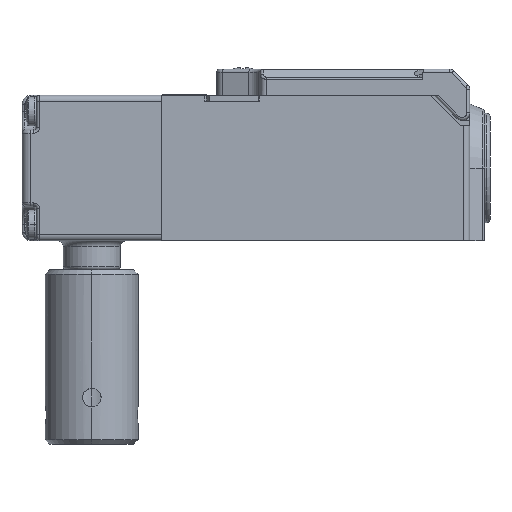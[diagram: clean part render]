
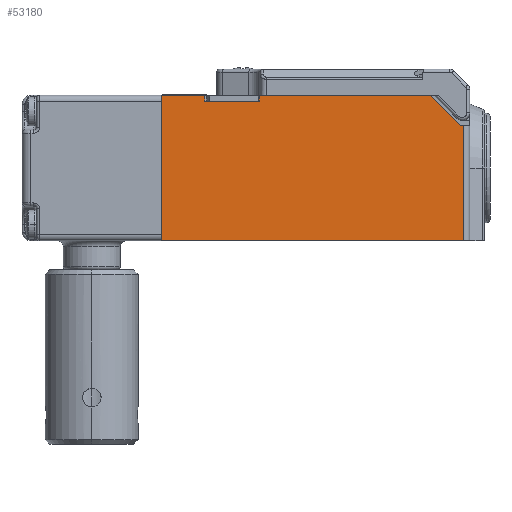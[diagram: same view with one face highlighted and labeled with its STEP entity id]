
A CAD part, left-side view. The second image highlights one B-rep face of the part: STEP entity #53180.
In plain terms, the highlighted planar face has unit normal (-1, 0, 0).
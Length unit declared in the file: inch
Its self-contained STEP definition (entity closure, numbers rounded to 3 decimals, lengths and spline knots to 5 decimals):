
#4171 = ORIENTED_EDGE ( 'NONE', *, *, #42853, .F. ) ;
#4608 = CARTESIAN_POINT ( 'NONE',  ( -0.49213, 2.08661, 0.98425 ) ) ;
#4922 = EDGE_CURVE ( 'NONE', #41032, #16085, #47660, .T. ) ;
#5033 = CARTESIAN_POINT ( 'NONE',  ( -0.49213, 1.79372, 0.98425 ) ) ;
#6108 = LINE ( 'NONE', #10677, #16699 ) ;
#6170 = VERTEX_POINT ( 'NONE', #5033 ) ;
#6582 = EDGE_CURVE ( 'NONE', #6170, #53683, #20559, .T. ) ;
#6670 = EDGE_CURVE ( 'NONE', #25306, #14205, #26945, .T. ) ;
#8027 = DIRECTION ( 'NONE',  ( 0., -1., 0. ) ) ;
#8601 = CARTESIAN_POINT ( 'NONE',  ( -0.49213, 1.79372, 0.98425 ) ) ;
#9205 = VECTOR ( 'NONE', #47478, 39.37008 ) ;
#9873 = LINE ( 'NONE', #13701, #17629 ) ;
#10677 = CARTESIAN_POINT ( 'NONE',  ( -0.49213, 2.08661, 0.98425 ) ) ;
#11356 = ORIENTED_EDGE ( 'NONE', *, *, #24975, .T. ) ;
#12394 = CARTESIAN_POINT ( 'NONE',  ( -0.49213, 0.06299, 0.77953 ) ) ;
#13701 = CARTESIAN_POINT ( 'NONE',  ( -0.49213, 1.77165, 0.94488 ) ) ;
#14021 = DIRECTION ( 'NONE',  ( 0., -0.707, -0.707 ) ) ;
#14205 = VERTEX_POINT ( 'NONE', #52570 ) ;
#15242 = DIRECTION ( 'NONE',  ( 0., 0., -1. ) ) ;
#15377 = VERTEX_POINT ( 'NONE', #30438 ) ;
#15782 = DIRECTION ( 'NONE',  ( 0., 0., 1. ) ) ;
#16085 = VERTEX_POINT ( 'NONE', #42667 ) ;
#16331 = ORIENTED_EDGE ( 'NONE', *, *, #50420, .T. ) ;
#16426 = EDGE_CURVE ( 'NONE', #55845, #15377, #9873, .T. ) ;
#16699 = VECTOR ( 'NONE', #15242, 39.37008 ) ;
#17047 = EDGE_CURVE ( 'NONE', #14205, #56546, #34539, .T. ) ;
#17629 = VECTOR ( 'NONE', #18257, 39.37008 ) ;
#18257 = DIRECTION ( 'NONE',  ( 0., -1., 0. ) ) ;
#18641 = CARTESIAN_POINT ( 'NONE',  ( -0.49213, 2.08661, 0. ) ) ;
#18730 = CARTESIAN_POINT ( 'NONE',  ( -0.49213, 0.06299, 0.77953 ) ) ;
#18986 = VECTOR ( 'NONE', #33315, 39.37008 ) ;
#19652 = CARTESIAN_POINT ( 'NONE',  ( -0.49213, 1.4252, 0.94488 ) ) ;
#20559 = LINE ( 'NONE', #26547, #43235 ) ;
#21247 = LINE ( 'NONE', #33804, #9205 ) ;
#23068 = CARTESIAN_POINT ( 'NONE',  ( -0.49213, 2.08661, 0.98425 ) ) ;
#23313 = DIRECTION ( 'NONE',  ( 0., 1., 0. ) ) ;
#24010 = VECTOR ( 'NONE', #14021, 39.37008 ) ;
#24021 = VECTOR ( 'NONE', #8027, 39.37008 ) ;
#24388 = EDGE_LOOP ( 'NONE', ( #11356, #31524, #52267, #16331, #55101, #45054, #46093, #36063, #4171, #31723 ) ) ;
#24975 = EDGE_CURVE ( 'NONE', #55845, #6170, #39080, .T. ) ;
#25306 = VERTEX_POINT ( 'NONE', #39243 ) ;
#26231 = FACE_OUTER_BOUND ( 'NONE', #24388, .T. ) ;
#26547 = CARTESIAN_POINT ( 'NONE',  ( -0.49213, 2.08661, 0.98425 ) ) ;
#26740 = LINE ( 'NONE', #19652, #18986 ) ;
#26945 = LINE ( 'NONE', #23068, #49622 ) ;
#27475 = AXIS2_PLACEMENT_3D ( 'NONE', #45882, #50461, #23313 ) ;
#27623 = DIRECTION ( 'NONE',  ( 0., -1., 0. ) ) ;
#30438 = CARTESIAN_POINT ( 'NONE',  ( -0.49213, 1.4252, 0.94488 ) ) ;
#31524 = ORIENTED_EDGE ( 'NONE', *, *, #6582, .T. ) ;
#31723 = ORIENTED_EDGE ( 'NONE', *, *, #16426, .F. ) ;
#33315 = DIRECTION ( 'NONE',  ( 0., 0., 1. ) ) ;
#33804 = CARTESIAN_POINT ( 'NONE',  ( -0.49213, 2.08661, 0. ) ) ;
#34539 = LINE ( 'NONE', #41164, #24010 ) ;
#35581 = VECTOR ( 'NONE', #15782, 39.37008 ) ;
#36063 = ORIENTED_EDGE ( 'NONE', *, *, #6670, .F. ) ;
#36675 = EDGE_CURVE ( 'NONE', #53683, #48789, #6108, .T. ) ;
#38166 = CARTESIAN_POINT ( 'NONE',  ( -0.49213, 0.03937, 0.98425 ) ) ;
#38496 = CARTESIAN_POINT ( 'NONE',  ( -0.49213, 0.03937, 0. ) ) ;
#39080 = LINE ( 'NONE', #8601, #49758 ) ;
#39243 = CARTESIAN_POINT ( 'NONE',  ( -0.49213, 1.4252, 0.98425 ) ) ;
#40494 = DIRECTION ( 'NONE',  ( 0., 0., 1. ) ) ;
#41032 = VERTEX_POINT ( 'NONE', #38496 ) ;
#41164 = CARTESIAN_POINT ( 'NONE',  ( -0.49213, 0.26772, 0.98425 ) ) ;
#41330 = PLANE ( 'NONE',  #27475 ) ;
#42667 = CARTESIAN_POINT ( 'NONE',  ( -0.49213, 0.03937, 0.77953 ) ) ;
#42853 = EDGE_CURVE ( 'NONE', #15377, #25306, #26740, .T. ) ;
#43235 = VECTOR ( 'NONE', #58742, 39.37008 ) ;
#44920 = EDGE_CURVE ( 'NONE', #56546, #16085, #49494, .T. ) ;
#45054 = ORIENTED_EDGE ( 'NONE', *, *, #44920, .F. ) ;
#45882 = CARTESIAN_POINT ( 'NONE',  ( -0.49213, 2.08661, 0.98425 ) ) ;
#46093 = ORIENTED_EDGE ( 'NONE', *, *, #17047, .F. ) ;
#47478 = DIRECTION ( 'NONE',  ( 0., -1., 0. ) ) ;
#47660 = LINE ( 'NONE', #38166, #35581 ) ;
#48789 = VERTEX_POINT ( 'NONE', #18641 ) ;
#49494 = LINE ( 'NONE', #12394, #24021 ) ;
#49622 = VECTOR ( 'NONE', #27623, 39.37008 ) ;
#49758 = VECTOR ( 'NONE', #40494, 39.37008 ) ;
#50420 = EDGE_CURVE ( 'NONE', #48789, #41032, #21247, .T. ) ;
#50461 = DIRECTION ( 'NONE',  ( 1., 0., 0. ) ) ;
#52267 = ORIENTED_EDGE ( 'NONE', *, *, #36675, .T. ) ;
#52570 = CARTESIAN_POINT ( 'NONE',  ( -0.49213, 0.26772, 0.98425 ) ) ;
#53180 = ADVANCED_FACE ( 'NONE', ( #26231 ), #41330, .F. ) ;
#53683 = VERTEX_POINT ( 'NONE', #4608 ) ;
#55101 = ORIENTED_EDGE ( 'NONE', *, *, #4922, .T. ) ;
#55845 = VERTEX_POINT ( 'NONE', #58367 ) ;
#56546 = VERTEX_POINT ( 'NONE', #18730 ) ;
#58367 = CARTESIAN_POINT ( 'NONE',  ( -0.49213, 1.79372, 0.94488 ) ) ;
#58742 = DIRECTION ( 'NONE',  ( 0., 1., 0. ) ) ;
